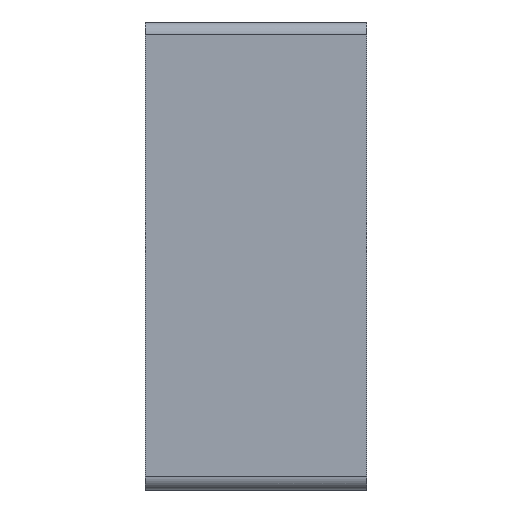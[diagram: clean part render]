
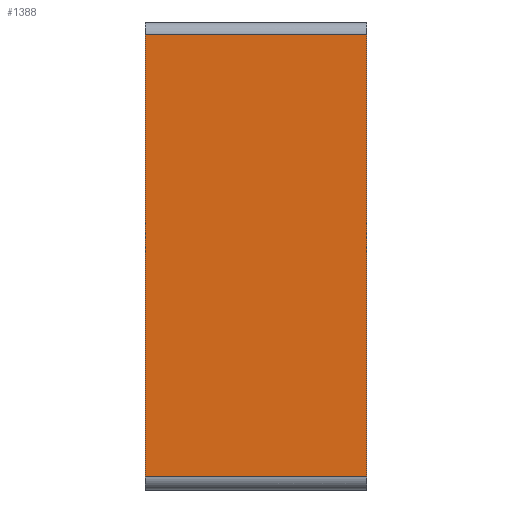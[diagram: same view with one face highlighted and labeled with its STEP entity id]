
A CAD part, left-side view. The second image highlights one B-rep face of the part: STEP entity #1388.
In plain terms, the highlighted planar face has unit normal (-1, 0, 0).
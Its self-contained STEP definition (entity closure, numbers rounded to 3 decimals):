
#108=FACE_OUTER_BOUND('',#186,.T.);
#186=EDGE_LOOP('',(#1241,#1242,#1243,#1244));
#227=LINE('',#1926,#407);
#235=LINE('',#1950,#415);
#366=LINE('',#2226,#546);
#367=LINE('',#2228,#547);
#407=VECTOR('',#1563,17.);
#415=VECTOR('',#1587,17.);
#546=VECTOR('',#1830,8.5);
#547=VECTOR('',#1833,8.5);
#578=VERTEX_POINT('',#1923);
#579=VERTEX_POINT('',#1925);
#586=VERTEX_POINT('',#1947);
#587=VERTEX_POINT('',#1949);
#718=EDGE_CURVE('',#578,#579,#227,.T.);
#730=EDGE_CURVE('',#586,#587,#235,.T.);
#866=EDGE_CURVE('',#587,#578,#366,.T.);
#867=EDGE_CURVE('',#586,#579,#367,.T.);
#1241=ORIENTED_EDGE('',*,*,#866,.F.);
#1242=ORIENTED_EDGE('',*,*,#730,.F.);
#1243=ORIENTED_EDGE('',*,*,#867,.T.);
#1244=ORIENTED_EDGE('',*,*,#718,.F.);
#1317=PLANE('',#1486);
#1388=ADVANCED_FACE('',(#108),#1317,.T.);
#1486=AXIS2_PLACEMENT_3D('',#2227,#1831,#1832);
#1563=DIRECTION('',(0.,0.,1.));
#1587=DIRECTION('',(0.,0.,-1.));
#1830=DIRECTION('',(0.,1.,0.));
#1831=DIRECTION('center_axis',(-1.,0.,0.));
#1832=DIRECTION('ref_axis',(0.,0.,1.));
#1833=DIRECTION('',(0.,1.,0.));
#1923=CARTESIAN_POINT('',(-24.,0.,-8.5));
#1925=CARTESIAN_POINT('',(-24.,0.,8.5));
#1926=CARTESIAN_POINT('',(-24.,0.,-8.5));
#1947=CARTESIAN_POINT('',(-24.,-8.5,8.5));
#1949=CARTESIAN_POINT('',(-24.,-8.5,-8.5));
#1950=CARTESIAN_POINT('',(-24.,-8.5,8.5));
#2226=CARTESIAN_POINT('',(-24.,-8.5,-8.5));
#2227=CARTESIAN_POINT('Origin',(-24.,0.,-9.));
#2228=CARTESIAN_POINT('',(-24.,-8.5,8.5));
